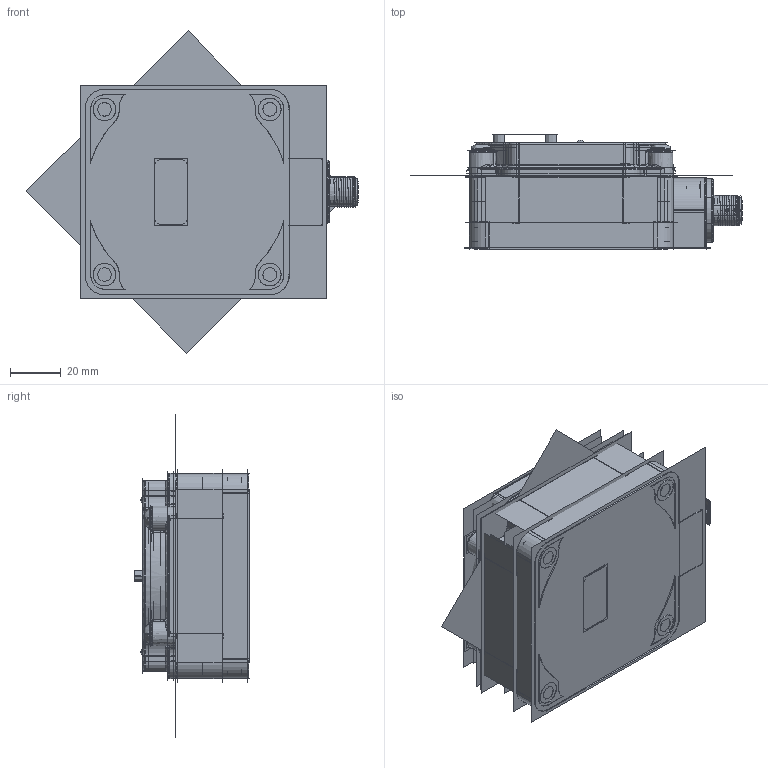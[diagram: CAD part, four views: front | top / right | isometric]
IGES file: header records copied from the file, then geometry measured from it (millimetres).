
Start section:  PTC IGES file: 208351.igs
Global section: file name: 208351.igs; native system: Creo Parametric by PTC Inc.; preprocessor: 2018300; author: pdmadmin; organization: Unknown; date: 20190205.094500; units: millimetre
Bounding box: 130.55 x 45.13 x 126.71 mm (x, y, z)
Volume: 79664.5 mm3; surface area: 527862.2 mm2
Topology: 17 solids, 21 shells, 2420 faces, 12182 edges, 15491 vertices
Faces by surface type: revolution 1484, bspline 936
